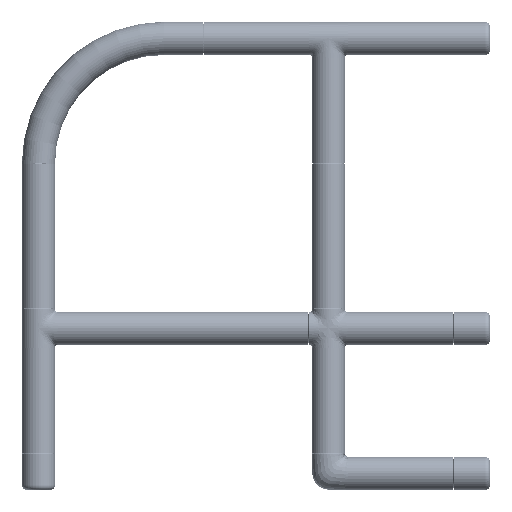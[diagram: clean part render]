
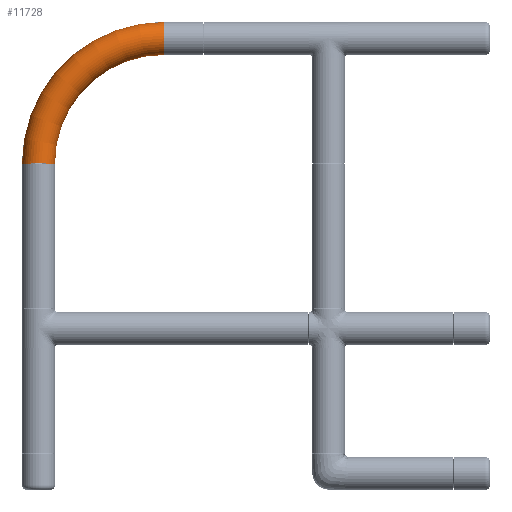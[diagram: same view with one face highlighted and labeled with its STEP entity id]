
A CAD part, top view. The second image highlights one B-rep face of the part: STEP entity #11728.
In plain terms, the highlighted toroidal (fillet/blend) face has major radius 94.8 mm and minor radius 12.5 mm.
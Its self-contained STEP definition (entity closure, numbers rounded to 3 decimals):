
#2150=TOROIDAL_SURFACE('',#83508,94.8,12.5);
#6417=CIRCLE('',#83502,12.5);
#6418=CIRCLE('',#83504,12.5);
#6419=CIRCLE('',#83506,82.3);
#6420=CIRCLE('',#83507,107.3);
#11728=ADVANCED_FACE('',(#17738),#2150,.T.);
#17738=FACE_OUTER_BOUND('',#22351,.T.);
#22351=EDGE_LOOP('',(#35933,#35934,#35935,#35936));
#35933=ORIENTED_EDGE('',*,*,#61241,.F.);
#35934=ORIENTED_EDGE('',*,*,#61243,.T.);
#35935=ORIENTED_EDGE('',*,*,#61239,.T.);
#35936=ORIENTED_EDGE('',*,*,#61244,.T.);
#51798=VERTEX_POINT('',#161678);
#51799=VERTEX_POINT('',#161680);
#51800=VERTEX_POINT('',#161684);
#51801=VERTEX_POINT('',#161686);
#61239=EDGE_CURVE('',#51798,#51799,#6417,.T.);
#61241=EDGE_CURVE('',#51800,#51801,#6418,.T.);
#61243=EDGE_CURVE('',#51800,#51798,#6419,.T.);
#61244=EDGE_CURVE('',#51799,#51801,#6420,.T.);
#83502=AXIS2_PLACEMENT_3D('',#161681,#98572,#98573);
#83504=AXIS2_PLACEMENT_3D('',#161685,#98577,#98578);
#83506=AXIS2_PLACEMENT_3D('',#161689,#98582,#98583);
#83507=AXIS2_PLACEMENT_3D('',#161690,#98584,#98585);
#83508=AXIS2_PLACEMENT_3D('',#161691,#98586,#98587);
#98572=DIRECTION('',(-1.,0.,0.));
#98573=DIRECTION('',(0.,-1.,0.));
#98577=DIRECTION('',(0.,-1.,0.));
#98578=DIRECTION('',(1.,0.,0.));
#98582=DIRECTION('',(0.,0.,-1.));
#98583=DIRECTION('',(0.,-1.,0.));
#98584=DIRECTION('',(0.,0.,1.));
#98585=DIRECTION('',(0.,-1.,0.));
#98586=DIRECTION('',(0.,0.,-1.));
#98587=DIRECTION('',(0.,-1.,0.));
#161678=CARTESIAN_POINT('',(94.775,317.224,0.));
#161680=CARTESIAN_POINT('',(94.775,342.224,0.));
#161681=CARTESIAN_POINT('',(94.775,329.724,0.));
#161684=CARTESIAN_POINT('',(12.5,234.949,0.));
#161685=CARTESIAN_POINT('',(0.,234.949,0.));
#161686=CARTESIAN_POINT('',(-12.5,234.949,0.));
#161689=CARTESIAN_POINT('',(94.8,234.924,0.));
#161690=CARTESIAN_POINT('',(94.8,234.924,0.));
#161691=CARTESIAN_POINT('',(94.8,234.924,0.));
